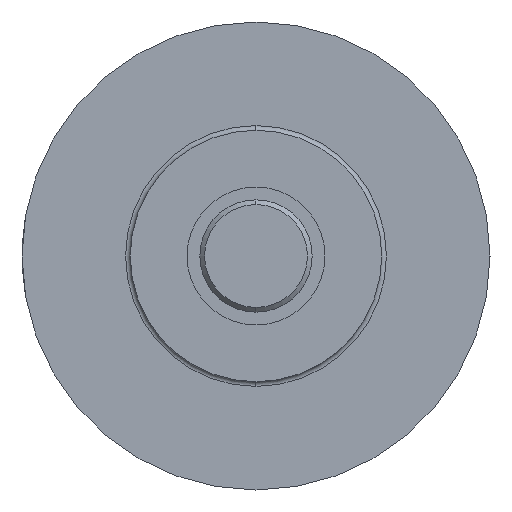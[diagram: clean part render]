
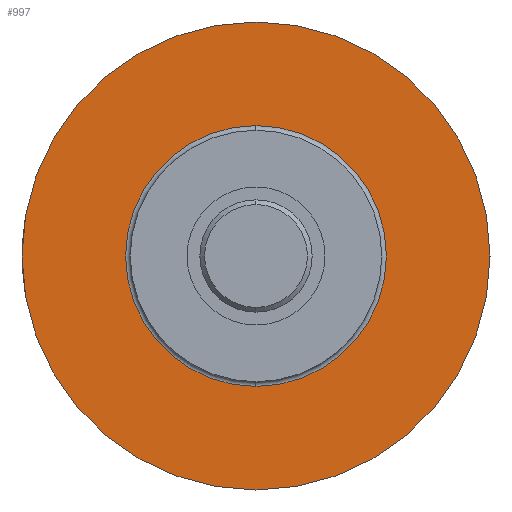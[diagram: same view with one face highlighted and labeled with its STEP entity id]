
A CAD part, left-side view. The second image highlights one B-rep face of the part: STEP entity #997.
In plain terms, the highlighted planar face has unit normal (-1, 0, 0).
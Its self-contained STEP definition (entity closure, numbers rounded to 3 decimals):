
#46 = CARTESIAN_POINT ( 'NONE',  ( -5.728, 13.433, 0. ) ) ;
#72 = ORIENTED_EDGE ( 'NONE', *, *, #140, .T. ) ;
#87 = EDGE_LOOP ( 'NONE', ( #72, #1524 ) ) ;
#140 = EDGE_CURVE ( 'NONE', #1789, #753, #469, .T. ) ;
#180 = FACE_BOUND ( 'NONE', #87, .T. ) ;
#277 = DIRECTION ( 'NONE',  ( 0., 0., -1. ) ) ;
#293 = VERTEX_POINT ( 'NONE', #832 ) ;
#304 = EDGE_CURVE ( 'NONE', #753, #1789, #1741, .T. ) ;
#383 = VERTEX_POINT ( 'NONE', #1438 ) ;
#384 = CARTESIAN_POINT ( 'NONE',  ( -5.728, 0., 0. ) ) ;
#420 = CARTESIAN_POINT ( 'NONE',  ( -5.728, 0., 13.933 ) ) ;
#439 = CIRCLE ( 'NONE', #1466, 25. ) ;
#469 = CIRCLE ( 'NONE', #1081, 13.933 ) ;
#623 = DIRECTION ( 'NONE',  ( 1., 0., 0. ) ) ;
#651 = EDGE_CURVE ( 'NONE', #383, #293, #1738, .T. ) ;
#753 = VERTEX_POINT ( 'NONE', #420 ) ;
#783 = CARTESIAN_POINT ( 'NONE',  ( -5.728, 0., 0. ) ) ;
#832 = CARTESIAN_POINT ( 'NONE',  ( -5.728, 0., 25. ) ) ;
#894 = DIRECTION ( 'NONE',  ( 0., 0., -1. ) ) ;
#901 = DIRECTION ( 'NONE',  ( -1., 0., 0. ) ) ;
#991 = EDGE_CURVE ( 'NONE', #293, #383, #439, .T. ) ;
#997 = ADVANCED_FACE ( 'NONE', ( #180, #1284 ), #1147, .F. ) ;
#1006 = DIRECTION ( 'NONE',  ( 0., 0., -1. ) ) ;
#1021 = DIRECTION ( 'NONE',  ( 1., 0., 0. ) ) ;
#1052 = AXIS2_PLACEMENT_3D ( 'NONE', #46, #1021, #1006 ) ;
#1081 = AXIS2_PLACEMENT_3D ( 'NONE', #1773, #623, #894 ) ;
#1147 = PLANE ( 'NONE',  #1052 ) ;
#1168 = CARTESIAN_POINT ( 'NONE',  ( -5.728, 0., -13.933 ) ) ;
#1174 = AXIS2_PLACEMENT_3D ( 'NONE', #384, #1372, #277 ) ;
#1223 = ORIENTED_EDGE ( 'NONE', *, *, #991, .T. ) ;
#1259 = AXIS2_PLACEMENT_3D ( 'NONE', #783, #901, #1622 ) ;
#1284 = FACE_OUTER_BOUND ( 'NONE', #1655, .T. ) ;
#1290 = ORIENTED_EDGE ( 'NONE', *, *, #651, .T. ) ;
#1310 = DIRECTION ( 'NONE',  ( 0., 0., 1. ) ) ;
#1372 = DIRECTION ( 'NONE',  ( 1., 0., 0. ) ) ;
#1438 = CARTESIAN_POINT ( 'NONE',  ( -5.728, 0., -25. ) ) ;
#1466 = AXIS2_PLACEMENT_3D ( 'NONE', #1585, #1705, #1310 ) ;
#1524 = ORIENTED_EDGE ( 'NONE', *, *, #304, .T. ) ;
#1585 = CARTESIAN_POINT ( 'NONE',  ( -5.728, 0., 0. ) ) ;
#1622 = DIRECTION ( 'NONE',  ( 0., 0., 1. ) ) ;
#1655 = EDGE_LOOP ( 'NONE', ( #1223, #1290 ) ) ;
#1705 = DIRECTION ( 'NONE',  ( -1., 0., 0. ) ) ;
#1738 = CIRCLE ( 'NONE', #1259, 25. ) ;
#1741 = CIRCLE ( 'NONE', #1174, 13.933 ) ;
#1773 = CARTESIAN_POINT ( 'NONE',  ( -5.728, 0., 0. ) ) ;
#1789 = VERTEX_POINT ( 'NONE', #1168 ) ;
